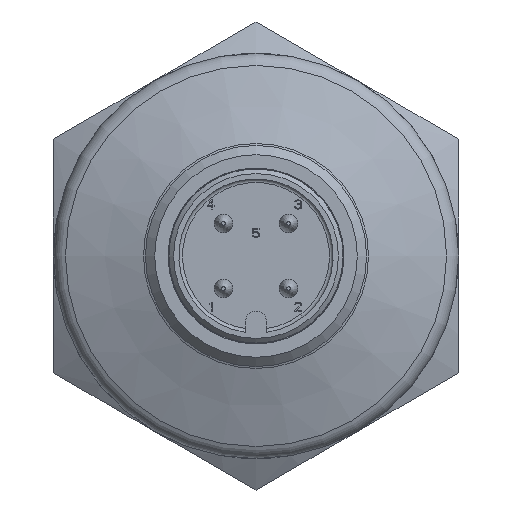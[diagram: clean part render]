
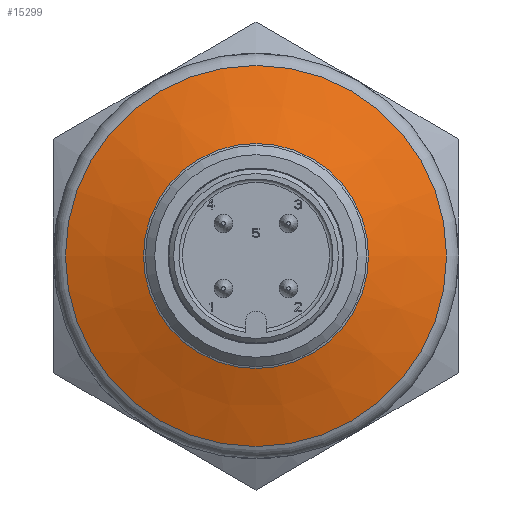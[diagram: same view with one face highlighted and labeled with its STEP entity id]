
A CAD part, front view. The second image highlights one B-rep face of the part: STEP entity #15299.
In plain terms, the highlighted conical face has half-angle 70 degrees and reference radius 5.45 mm.
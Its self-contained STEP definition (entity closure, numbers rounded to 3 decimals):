
#2754=CONICAL_SURFACE('',#15950,5.45,1.222);
#2813=ORIENTED_EDGE('',*,*,#6146,.T.);
#2814=ORIENTED_EDGE('',*,*,#6147,.T.);
#6146=EDGE_CURVE('',#7813,#7813,#8926,.T.);
#6147=EDGE_CURVE('',#7814,#7814,#8927,.F.);
#7813=VERTEX_POINT('',#19423);
#7814=VERTEX_POINT('',#19426);
#8926=CIRCLE('',#15949,6.108);
#8927=CIRCLE('',#15951,10.342);
#9214=EDGE_LOOP('',(#2813));
#9215=EDGE_LOOP('',(#2814));
#9984=FACE_BOUND('',#9214,.T.);
#9985=FACE_BOUND('',#9215,.T.);
#15299=ADVANCED_FACE('',(#9984,#9985),#2754,.T.);
#15949=AXIS2_PLACEMENT_3D('',#19422,#16843,#16844);
#15950=AXIS2_PLACEMENT_3D('',#19424,#16845,#16846);
#15951=AXIS2_PLACEMENT_3D('',#19425,#16847,#16848);
#16843=DIRECTION('',(0.,1.,0.));
#16844=DIRECTION('',(-1.,0.,0.));
#16845=DIRECTION('',(0.,1.,0.));
#16846=DIRECTION('',(-1.,0.,0.));
#16847=DIRECTION('',(0.,1.,0.));
#16848=DIRECTION('',(-1.,0.,0.));
#19422=CARTESIAN_POINT('',(0.,-30.761,0.));
#19423=CARTESIAN_POINT('',(-6.108,-30.761,0.));
#19424=CARTESIAN_POINT('',(0.,-31.,0.));
#19425=CARTESIAN_POINT('',(0.,-29.219,0.));
#19426=CARTESIAN_POINT('',(-10.342,-29.219,0.));
